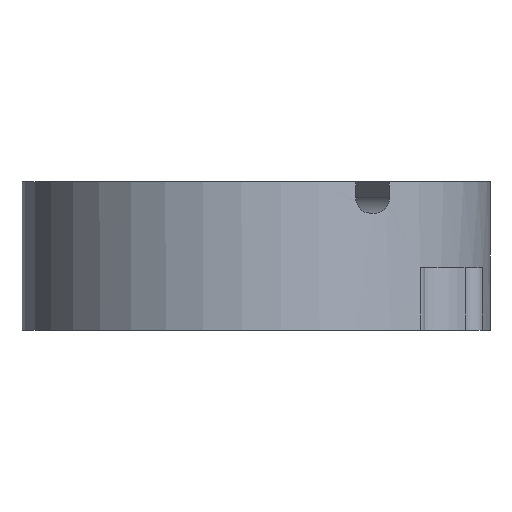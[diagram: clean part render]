
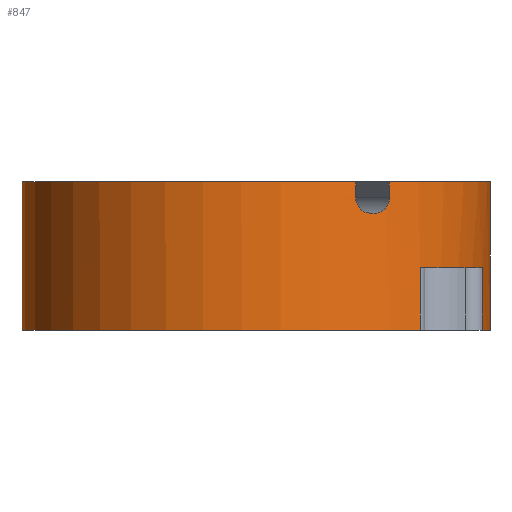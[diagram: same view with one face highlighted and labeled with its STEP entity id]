
A CAD part, front view. The second image highlights one B-rep face of the part: STEP entity #847.
In plain terms, the highlighted cylindrical face has radius 15 mm (diameter 30 mm), a partial arc.
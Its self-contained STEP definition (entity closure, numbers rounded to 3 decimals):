
#11 = LINE ( 'NONE', #1172, #1228 ) ;
#33 = CARTESIAN_POINT ( 'NONE',  ( 6.391, -13.57, 8.5 ) ) ;
#39 = CARTESIAN_POINT ( 'NONE',  ( 10.533, -10.68, 4. ) ) ;
#43 = CIRCLE ( 'NONE', #1170, 15. ) ;
#45 = ORIENTED_EDGE ( 'NONE', *, *, #1157, .T. ) ;
#71 = CIRCLE ( 'NONE', #1118, 15. ) ;
#87 = DIRECTION ( 'NONE',  ( 0., 0., 1. ) ) ;
#94 = CIRCLE ( 'NONE', #587, 15. ) ;
#109 = CARTESIAN_POINT ( 'NONE',  ( -15., 0., 0. ) ) ;
#130 = EDGE_CURVE ( 'NONE', #573, #1655, #1524, .T. ) ;
#149 = DIRECTION ( 'NONE',  ( 0., 0., -1. ) ) ;
#159 = CARTESIAN_POINT ( 'NONE',  ( 7.053, -13.239, 7.526 ) ) ;
#163 = VERTEX_POINT ( 'NONE', #545 ) ;
#168 = CARTESIAN_POINT ( 'NONE',  ( 6.391, -13.57, 9.5 ) ) ;
#176 = LINE ( 'NONE', #454, #639 ) ;
#210 = ORIENTED_EDGE ( 'NONE', *, *, #650, .T. ) ;
#213 = CARTESIAN_POINT ( 'NONE',  ( 0., 0., 0. ) ) ;
#214 = DIRECTION ( 'NONE',  ( 0., 0., -1. ) ) ;
#219 = CARTESIAN_POINT ( 'NONE',  ( 8.556, -12.32, 9.5 ) ) ;
#221 = CARTESIAN_POINT ( 'NONE',  ( -15., 0., 9.5 ) ) ;
#260 = AXIS2_PLACEMENT_3D ( 'NONE', #1285, #149, #1633 ) ;
#282 = DIRECTION ( 'NONE',  ( 0., 0., 1. ) ) ;
#341 = CARTESIAN_POINT ( 'NONE',  ( 8.16, -12.588, 7.609 ) ) ;
#347 = LINE ( 'NONE', #411, #969 ) ;
#353 = FACE_OUTER_BOUND ( 'NONE', #1040, .T. ) ;
#358 = EDGE_CURVE ( 'NONE', #1192, #1217, #176, .T. ) ;
#384 = CARTESIAN_POINT ( 'NONE',  ( 8.556, -12.32, 8.5 ) ) ;
#385 = DIRECTION ( 'NONE',  ( 0., 0., 1. ) ) ;
#390 = CARTESIAN_POINT ( 'NONE',  ( 6.391, -13.57, 8.5 ) ) ;
#411 = CARTESIAN_POINT ( 'NONE',  ( 10.533, -10.68, 9.5 ) ) ;
#415 = EDGE_CURVE ( 'NONE', #902, #953, #1579, .T. ) ;
#422 = CARTESIAN_POINT ( 'NONE',  ( 6.838, -13.351, 7.626 ) ) ;
#442 = CARTESIAN_POINT ( 'NONE',  ( 0., 0., 9.5 ) ) ;
#454 = CARTESIAN_POINT ( 'NONE',  ( -15., 0., 9.5 ) ) ;
#456 = VECTOR ( 'NONE', #214, 1000. ) ;
#457 = ORIENTED_EDGE ( 'NONE', *, *, #358, .T. ) ;
#458 = CARTESIAN_POINT ( 'NONE',  ( 10.533, -10.68, 0. ) ) ;
#461 = AXIS2_PLACEMENT_3D ( 'NONE', #750, #87, #1010 ) ;
#486 = CYLINDRICAL_SURFACE ( 'NONE', #260, 15. ) ;
#498 = EDGE_CURVE ( 'NONE', #1217, #1459, #43, .T. ) ;
#506 = CIRCLE ( 'NONE', #1070, 15. ) ;
#517 = ORIENTED_EDGE ( 'NONE', *, *, #733, .F. ) ;
#519 = DIRECTION ( 'NONE',  ( 0., 0., 1. ) ) ;
#542 = EDGE_CURVE ( 'NONE', #1050, #1038, #738, .T. ) ;
#545 = CARTESIAN_POINT ( 'NONE',  ( 8.556, -12.32, 9.5 ) ) ;
#546 = ORIENTED_EDGE ( 'NONE', *, *, #1402, .T. ) ;
#547 = CARTESIAN_POINT ( 'NONE',  ( 7.282, -13.114, 7.5 ) ) ;
#553 = CARTESIAN_POINT ( 'NONE',  ( 6.739, -13.401, 7.7 ) ) ;
#557 = VECTOR ( 'NONE', #748, 1000. ) ;
#573 = VERTEX_POINT ( 'NONE', #1514 ) ;
#587 = AXIS2_PLACEMENT_3D ( 'NONE', #442, #957, #1187 ) ;
#598 = EDGE_CURVE ( 'NONE', #1622, #1038, #71, .T. ) ;
#610 = DIRECTION ( 'NONE',  ( 0., 0., -1. ) ) ;
#615 = ORIENTED_EDGE ( 'NONE', *, *, #415, .F. ) ;
#639 = VECTOR ( 'NONE', #1470, 1000. ) ;
#647 = CARTESIAN_POINT ( 'NONE',  ( 0., 0., 9.5 ) ) ;
#650 = EDGE_CURVE ( 'NONE', #163, #973, #1377, .T. ) ;
#652 = DIRECTION ( 'NONE',  ( 0., 0., 1. ) ) ;
#663 = B_SPLINE_CURVE_WITH_KNOTS ( 'NONE', 3,
 ( #547, #1060, #159, #422, #553, #1154, #765, #390 ),
 .UNSPECIFIED., .F., .F.,
 ( 4, 2, 2, 4 ),
 ( 0., 0., 0.001, 0.002 ),
 .UNSPECIFIED. ) ;
#705 = DIRECTION ( 'NONE',  ( 0., 0., -1. ) ) ;
#707 = ORIENTED_EDGE ( 'NONE', *, *, #542, .F. ) ;
#731 = CARTESIAN_POINT ( 'NONE',  ( 15., 0., 9.5 ) ) ;
#732 = CARTESIAN_POINT ( 'NONE',  ( 8.452, -12.392, 7.996 ) ) ;
#733 = EDGE_CURVE ( 'NONE', #1192, #924, #506, .T. ) ;
#738 = LINE ( 'NONE', #731, #989 ) ;
#748 = DIRECTION ( 'NONE',  ( 0., 0., -1. ) ) ;
#749 = CARTESIAN_POINT ( 'NONE',  ( 8.556, -12.32, 8.368 ) ) ;
#750 = CARTESIAN_POINT ( 'NONE',  ( 0., 0., 7.5 ) ) ;
#765 = CARTESIAN_POINT ( 'NONE',  ( 6.391, -13.57, 8.236 ) ) ;
#795 = DIRECTION ( 'NONE',  ( 1., 0., 0. ) ) ;
#844 = CARTESIAN_POINT ( 'NONE',  ( 0., 0., 4. ) ) ;
#847 = ADVANCED_FACE ( 'NONE', ( #353 ), #486, .T. ) ;
#883 = DIRECTION ( 'NONE',  ( 1., 0., 0. ) ) ;
#885 = CARTESIAN_POINT ( 'NONE',  ( 8.535, -12.335, 8.238 ) ) ;
#890 = B_SPLINE_CURVE_WITH_KNOTS ( 'NONE', 3,
 ( #1627, #749, #885, #732, #1398, #341, #1378, #1258 ),
 .UNSPECIFIED., .F., .F.,
 ( 4, 2, 2, 4 ),
 ( 0., 0., 0.001, 0.002 ),
 .UNSPECIFIED. ) ;
#902 = VERTEX_POINT ( 'NONE', #1063 ) ;
#904 = AXIS2_PLACEMENT_3D ( 'NONE', #844, #705, #1213 ) ;
#913 = DIRECTION ( 'NONE',  ( 1., 0., 0. ) ) ;
#923 = EDGE_CURVE ( 'NONE', #163, #1050, #94, .T. ) ;
#924 = VERTEX_POINT ( 'NONE', #168 ) ;
#927 = VERTEX_POINT ( 'NONE', #33 ) ;
#953 = VERTEX_POINT ( 'NONE', #39 ) ;
#957 = DIRECTION ( 'NONE',  ( 0., 0., 1. ) ) ;
#969 = VECTOR ( 'NONE', #652, 1000. ) ;
#973 = VERTEX_POINT ( 'NONE', #384 ) ;
#980 = ORIENTED_EDGE ( 'NONE', *, *, #598, .T. ) ;
#989 = VECTOR ( 'NONE', #610, 1000. ) ;
#997 = CARTESIAN_POINT ( 'NONE',  ( 7.715, -12.864, 7.5 ) ) ;
#1010 = DIRECTION ( 'NONE',  ( 1., 0., 0. ) ) ;
#1036 = CARTESIAN_POINT ( 'NONE',  ( 15., 0., 0. ) ) ;
#1038 = VERTEX_POINT ( 'NONE', #1036 ) ;
#1040 = EDGE_LOOP ( 'NONE', ( #707, #1269, #210, #1639, #1173, #546, #1274, #517, #457, #1666, #1188, #615, #45, #980 ) ) ;
#1047 = CARTESIAN_POINT ( 'NONE',  ( 15., 0., 9.5 ) ) ;
#1050 = VERTEX_POINT ( 'NONE', #1047 ) ;
#1060 = CARTESIAN_POINT ( 'NONE',  ( 7.167, -13.178, 7.5 ) ) ;
#1063 = CARTESIAN_POINT ( 'NONE',  ( 14.516, -3.781, 4. ) ) ;
#1070 = AXIS2_PLACEMENT_3D ( 'NONE', #647, #385, #913 ) ;
#1118 = AXIS2_PLACEMENT_3D ( 'NONE', #213, #1124, #883 ) ;
#1124 = DIRECTION ( 'NONE',  ( 0., 0., 1. ) ) ;
#1154 = CARTESIAN_POINT ( 'NONE',  ( 6.491, -13.524, 7.977 ) ) ;
#1157 = EDGE_CURVE ( 'NONE', #902, #1622, #1621, .T. ) ;
#1170 = AXIS2_PLACEMENT_3D ( 'NONE', #1410, #282, #795 ) ;
#1172 = CARTESIAN_POINT ( 'NONE',  ( 6.391, -13.57, 9.5 ) ) ;
#1173 = ORIENTED_EDGE ( 'NONE', *, *, #130, .F. ) ;
#1185 = EDGE_CURVE ( 'NONE', #973, #1655, #890, .T. ) ;
#1187 = DIRECTION ( 'NONE',  ( 1., 0., 0. ) ) ;
#1188 = ORIENTED_EDGE ( 'NONE', *, *, #1305, .T. ) ;
#1192 = VERTEX_POINT ( 'NONE', #221 ) ;
#1213 = DIRECTION ( 'NONE',  ( -1., 0., 0. ) ) ;
#1217 = VERTEX_POINT ( 'NONE', #109 ) ;
#1228 = VECTOR ( 'NONE', #519, 1000. ) ;
#1258 = CARTESIAN_POINT ( 'NONE',  ( 7.715, -12.864, 7.5 ) ) ;
#1269 = ORIENTED_EDGE ( 'NONE', *, *, #923, .F. ) ;
#1274 = ORIENTED_EDGE ( 'NONE', *, *, #1350, .T. ) ;
#1285 = CARTESIAN_POINT ( 'NONE',  ( 0., 0., 9.5 ) ) ;
#1305 = EDGE_CURVE ( 'NONE', #1459, #953, #347, .T. ) ;
#1350 = EDGE_CURVE ( 'NONE', #927, #924, #11, .T. ) ;
#1369 = CARTESIAN_POINT ( 'NONE',  ( 14.516, -3.781, 0. ) ) ;
#1377 = LINE ( 'NONE', #219, #557 ) ;
#1378 = CARTESIAN_POINT ( 'NONE',  ( 7.942, -12.728, 7.5 ) ) ;
#1387 = CARTESIAN_POINT ( 'NONE',  ( 14.516, -3.781, 9.5 ) ) ;
#1398 = CARTESIAN_POINT ( 'NONE',  ( 8.391, -12.434, 7.885 ) ) ;
#1402 = EDGE_CURVE ( 'NONE', #573, #927, #663, .T. ) ;
#1410 = CARTESIAN_POINT ( 'NONE',  ( 0., 0., 0. ) ) ;
#1459 = VERTEX_POINT ( 'NONE', #458 ) ;
#1470 = DIRECTION ( 'NONE',  ( 0., 0., -1. ) ) ;
#1514 = CARTESIAN_POINT ( 'NONE',  ( 7.282, -13.114, 7.5 ) ) ;
#1524 = CIRCLE ( 'NONE', #461, 15. ) ;
#1579 = CIRCLE ( 'NONE', #904, 15. ) ;
#1621 = LINE ( 'NONE', #1387, #456 ) ;
#1622 = VERTEX_POINT ( 'NONE', #1369 ) ;
#1627 = CARTESIAN_POINT ( 'NONE',  ( 8.556, -12.32, 8.5 ) ) ;
#1633 = DIRECTION ( 'NONE',  ( -1., 0., 0. ) ) ;
#1639 = ORIENTED_EDGE ( 'NONE', *, *, #1185, .T. ) ;
#1655 = VERTEX_POINT ( 'NONE', #997 ) ;
#1666 = ORIENTED_EDGE ( 'NONE', *, *, #498, .T. ) ;
